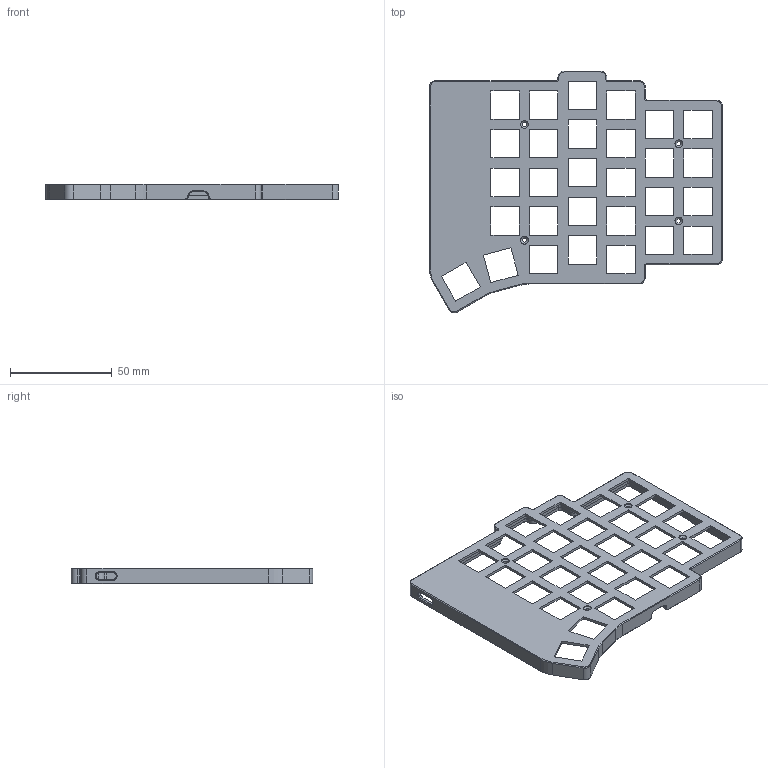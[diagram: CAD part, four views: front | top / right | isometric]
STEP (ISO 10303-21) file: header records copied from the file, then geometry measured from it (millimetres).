
FILE_DESCRIPTION(('FreeCAD Model'),'2;1');
FILE_NAME('Open CASCADE Shape Model','2025-02-06T10:33:08',(''),(''), 'Open CASCADE STEP processor 7.6','FreeCAD','Unknown');
FILE_SCHEMA(('AUTOMOTIVE_DESIGN { 1 0 10303 214 1 1 1 1 }'));
Length unit declared in the file: millimetre
Products named in the file (1): Top-Right
Bounding box: 144.25 x 118.98 x 7.8 mm (x, y, z)
Volume: 21648.2 mm3; surface area: 26866.9 mm2
Topology: 1 solids, 1 shells, 603 faces, 1634 edges, 1064 vertices
Faces by surface type: plane 374, cylinder 187, cone 42
Full cylindrical faces by diameter (mm): 2.2 x4, 3.8 x4
Entity records: 19048 total; most frequent: CARTESIAN_POINT 3302, DIRECTION 3268, ORIENTED_EDGE 3268, EDGE_CURVE 1634, LINE 1208, VECTOR 1208, VERTEX_POINT 1064, AXIS2_PLACEMENT_3D 1030
